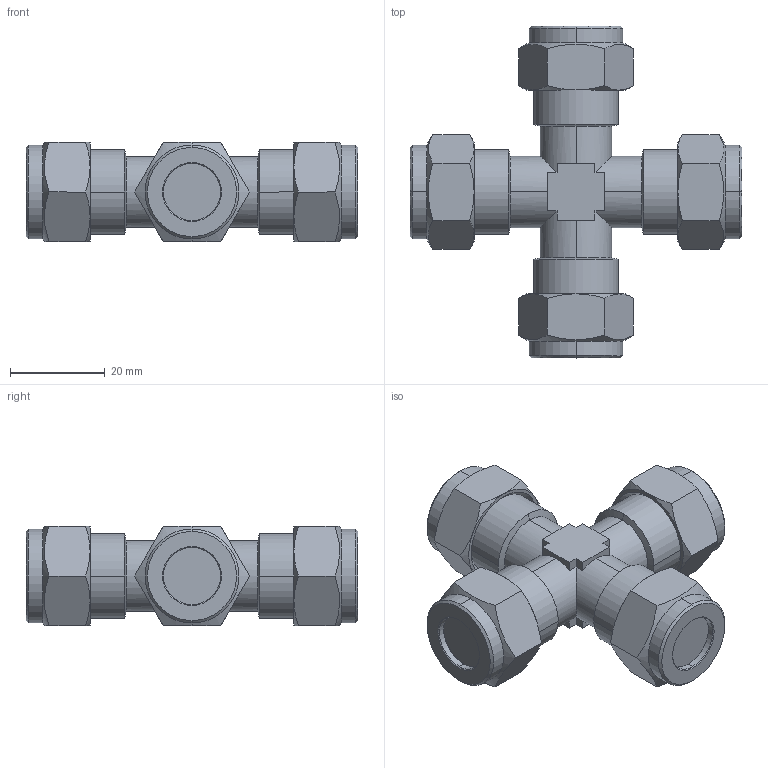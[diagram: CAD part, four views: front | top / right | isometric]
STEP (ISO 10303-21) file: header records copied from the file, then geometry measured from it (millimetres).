
FILE_DESCRIPTION (( 'STEP AP214' ), '1' );
FILE_NAME ('1051000005.step', '2013-02-25T17:18:02', ( '' ), ( '' ), 'SwSTEP 2.0', 'SolidWorks 2012', '' );
FILE_SCHEMA (( 'AUTOMOTIVE_DESIGN' ));
Length unit declared in the file: millimetre
Products named in the file (1): 1051000005
Bounding box: 70 x 70 x 21 mm (x, y, z)
Volume: 34136.9 mm3; surface area: 9831.9 mm2
Topology: 1 solids, 1 shells, 160 faces, 384 edges, 234 vertices
Faces by surface type: cone 66, plane 62, cylinder 32
Entity records: 5032 total; most frequent: CARTESIAN_POINT 1351, ORIENTED_EDGE 768, DIRECTION 760, EDGE_CURVE 384, AXIS2_PLACEMENT_3D 299, VERTEX_POINT 234, EDGE_LOOP 168, LINE 162
